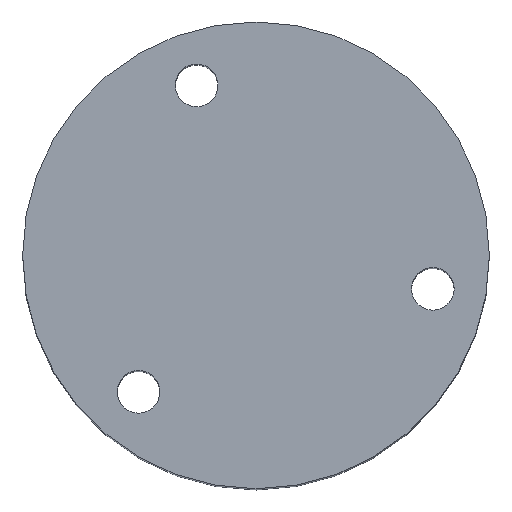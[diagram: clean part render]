
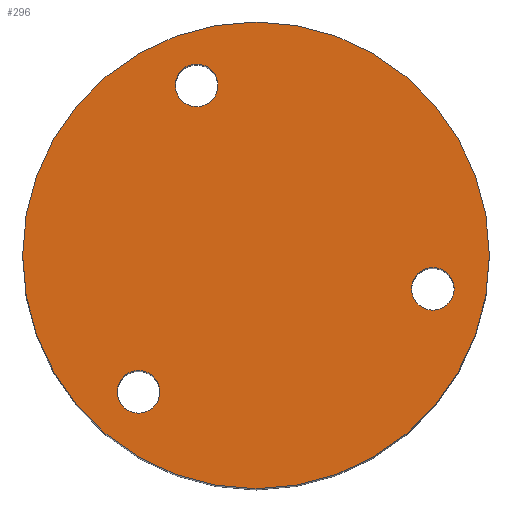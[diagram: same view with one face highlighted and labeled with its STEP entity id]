
A CAD part, front view. The second image highlights one B-rep face of the part: STEP entity #296.
In plain terms, the highlighted face is planar.
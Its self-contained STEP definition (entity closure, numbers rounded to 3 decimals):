
#30=FACE_BOUND('',#91,.T.);
#31=FACE_BOUND('',#92,.T.);
#32=FACE_BOUND('',#93,.T.);
#47=PLANE('',#343);
#67=FACE_OUTER_BOUND('',#90,.T.);
#90=EDGE_LOOP('',(#255));
#91=EDGE_LOOP('',(#256));
#92=EDGE_LOOP('',(#257));
#93=EDGE_LOOP('',(#258));
#141=CIRCLE('',#335,1.6);
#142=CIRCLE('',#337,1.6);
#143=CIRCLE('',#339,1.6);
#145=CIRCLE('',#342,17.5);
#163=VERTEX_POINT('',#517);
#164=VERTEX_POINT('',#521);
#165=VERTEX_POINT('',#525);
#167=VERTEX_POINT('',#531);
#193=EDGE_CURVE('',#163,#163,#141,.T.);
#195=EDGE_CURVE('',#164,#164,#142,.T.);
#197=EDGE_CURVE('',#165,#165,#143,.T.);
#200=EDGE_CURVE('',#167,#167,#145,.T.);
#255=ORIENTED_EDGE('',*,*,#200,.F.);
#256=ORIENTED_EDGE('',*,*,#197,.F.);
#257=ORIENTED_EDGE('',*,*,#195,.F.);
#258=ORIENTED_EDGE('',*,*,#193,.F.);
#296=ADVANCED_FACE('',(#67,#30,#31,#32),#47,.F.);
#335=AXIS2_PLACEMENT_3D('',#519,#428,#429);
#337=AXIS2_PLACEMENT_3D('',#523,#433,#434);
#339=AXIS2_PLACEMENT_3D('',#527,#438,#439);
#342=AXIS2_PLACEMENT_3D('',#533,#445,#446);
#343=AXIS2_PLACEMENT_3D('',#534,#447,#448);
#428=DIRECTION('center_axis',(0.,1.,0.));
#429=DIRECTION('ref_axis',(1.,0.,0.));
#433=DIRECTION('center_axis',(0.,1.,0.));
#434=DIRECTION('ref_axis',(1.,0.,0.));
#438=DIRECTION('center_axis',(0.,1.,0.));
#439=DIRECTION('ref_axis',(1.,0.,0.));
#445=DIRECTION('center_axis',(0.,-1.,0.));
#446=DIRECTION('ref_axis',(1.,0.,0.));
#447=DIRECTION('center_axis',(0.,-1.,0.));
#448=DIRECTION('ref_axis',(1.,0.,0.));
#517=CARTESIAN_POINT('',(356.068,-38.315,139.75));
#519=CARTESIAN_POINT('Origin',(357.668,-38.315,139.75));
#521=CARTESIAN_POINT('',(333.996,-38.315,147.466));
#523=CARTESIAN_POINT('Origin',(335.596,-38.315,147.466));
#525=CARTESIAN_POINT('',(351.715,-38.315,162.724));
#527=CARTESIAN_POINT('Origin',(353.315,-38.315,162.724));
#531=CARTESIAN_POINT('',(331.36,-38.315,149.98));
#533=CARTESIAN_POINT('Origin',(348.86,-38.315,149.98));
#534=CARTESIAN_POINT('Origin',(348.86,-38.315,149.98));
